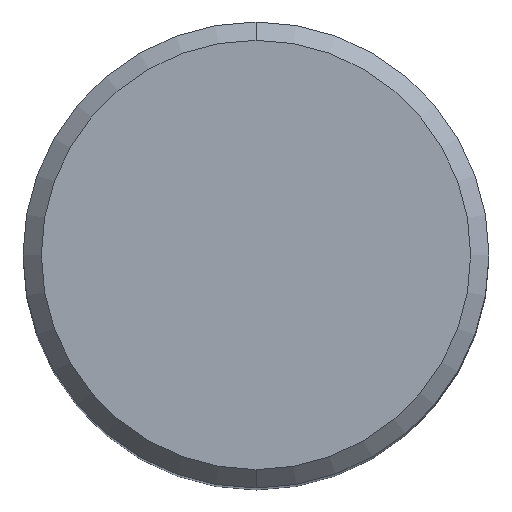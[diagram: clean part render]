
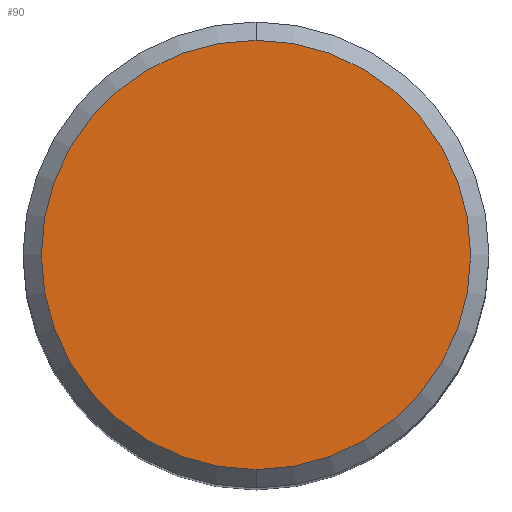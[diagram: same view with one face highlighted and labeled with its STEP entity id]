
A CAD part, top view. The second image highlights one B-rep face of the part: STEP entity #90.
In plain terms, the highlighted planar face has unit normal (0, 0, 1).
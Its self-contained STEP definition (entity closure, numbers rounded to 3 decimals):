
#57=PLANE('',#608);
#90=ADVANCED_FACE('',(#121),#57,.F.);
#121=FACE_OUTER_BOUND('',#150,.T.);
#150=EDGE_LOOP('',(#238,#239));
#238=ORIENTED_EDGE('',*,*,#343,.F.);
#239=ORIENTED_EDGE('',*,*,#345,.F.);
#293=VERTEX_POINT('',#1080);
#294=VERTEX_POINT('',#1082);
#343=EDGE_CURVE('',#293,#294,#388,.T.);
#345=EDGE_CURVE('',#294,#293,#389,.T.);
#388=CIRCLE('',#604,11.7);
#389=CIRCLE('',#606,11.7);
#604=AXIS2_PLACEMENT_3D('',#1081,#755,#756);
#606=AXIS2_PLACEMENT_3D('',#1085,#760,#761);
#608=AXIS2_PLACEMENT_3D('',#1087,#764,#765);
#755=DIRECTION('',(0.,0.,-1.));
#756=DIRECTION('',(0.,-1.,0.));
#760=DIRECTION('',(0.,0.,-1.));
#761=DIRECTION('',(0.,1.,0.));
#764=DIRECTION('',(0.,0.,-1.));
#765=DIRECTION('',(0.,-1.,0.));
#1080=CARTESIAN_POINT('',(0.,-11.7,0.));
#1081=CARTESIAN_POINT('',(0.,0.,0.));
#1082=CARTESIAN_POINT('',(0.,11.7,0.));
#1085=CARTESIAN_POINT('',(0.,0.,0.));
#1087=CARTESIAN_POINT('',(0.,0.,0.));
